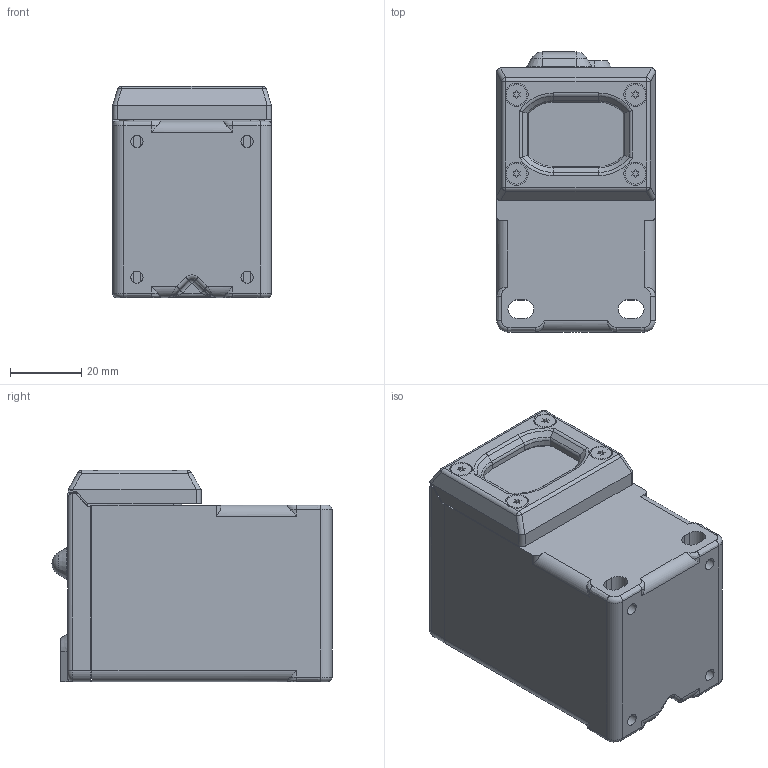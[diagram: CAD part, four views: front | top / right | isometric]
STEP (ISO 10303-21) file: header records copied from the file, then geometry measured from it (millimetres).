
FILE_DESCRIPTION((''),'2;1');
FILE_NAME('208359_ASM','2018-09-26T',('pdmadmin'),('BANNER ENGINEERING'),'CREO PARAMETRIC BY PTC INC, 2016260','CREO PARAMETRIC BY PTC INC, 2016260','');
FILE_SCHEMA(('CONFIG_CONTROL_DESIGN'));
Products named in the file (12): 204213_AF0; 207110_ASM; 153158; 14840; 35813; 160408_ASM; 56957; 09222; 12504; 51294; 207123_ASM; 208359_ASM
Assembly tree (14 placements, depth 4):
  208359_ASM
    207123_ASM
      207110_ASM
        204213_AF0
      160408_ASM
        153158
        14840
        35813
      56957
      09222
      12504
      51294  x4
Bounding box: 44.45 x 78.41 x 59.16 mm (x, y, z)
Volume: 68583.3 mm3; surface area: 46683.3 mm2
Topology: 11 solids, 11 shells, 846 faces, 2099 edges, 1275 vertices
Faces by surface type: plane 355, cylinder 286, torus 66, cone 62, bspline 40, sphere 37
Entity records: 26512 total; most frequent: CARTESIAN_POINT 7684, DIRECTION 3944, ORIENTED_EDGE 3870, EDGE_CURVE 1935, AXIS2_PLACEMENT_3D 1415, VERTEX_POINT 1179, VECTOR 1114, LINE 1114
